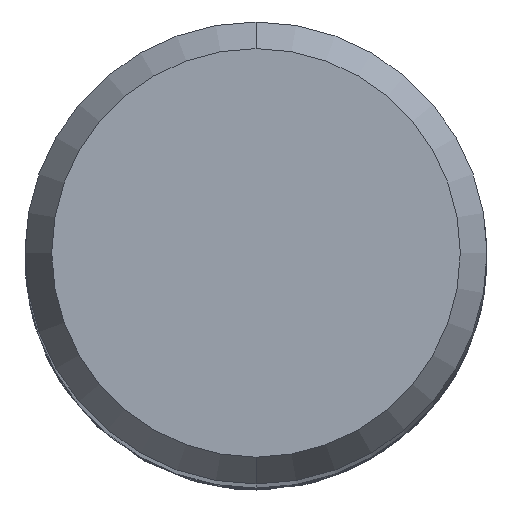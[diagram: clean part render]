
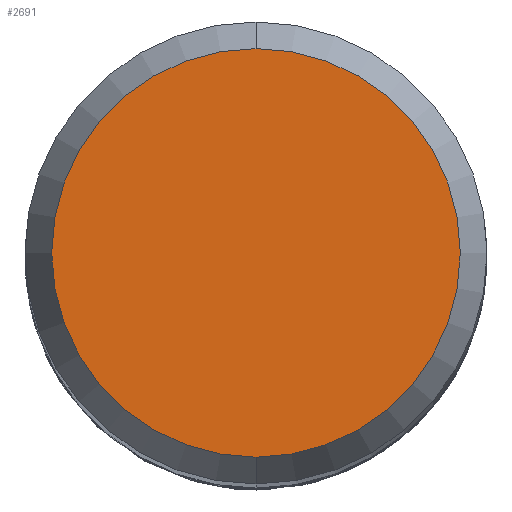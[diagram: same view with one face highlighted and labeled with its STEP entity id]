
A CAD part, top view. The second image highlights one B-rep face of the part: STEP entity #2691.
In plain terms, the highlighted planar face has unit normal (0, 0, 1).
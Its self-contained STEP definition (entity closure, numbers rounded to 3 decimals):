
#1133=VERTEX_POINT('',#3241);
#1275=EDGE_CURVE('',#1133,#1759,#3396,.T.);
#1759=VERTEX_POINT('',#3925);
#2141=EDGE_CURVE('',#1759,#1133,#4342,.T.);
#2691=ADVANCED_FACE('',(#4935),#4936,.T.);
#3241=CARTESIAN_POINT('',(0.0,3.538,0.0));
#3396=CIRCLE('',#7274,3.538);
#3925=CARTESIAN_POINT('',(0.,-3.538,0.0));
#4342=CIRCLE('',#17356,3.538);
#4935=FACE_OUTER_BOUND('',#22627,.T.);
#4936=PLANE('',#22628);
#7274=AXIS2_PLACEMENT_3D('',#26912,#26913,#26914);
#17356=AXIS2_PLACEMENT_3D('',#27913,#27914,#27915);
#22627=EDGE_LOOP('',(#28572,#28573));
#22628=AXIS2_PLACEMENT_3D('',#28574,#28575,#28576);
#26912=CARTESIAN_POINT('',(0.0,0.0,0.0));
#26913=DIRECTION('',(0.0,0.0,-1.0));
#26914=DIRECTION('',(0.0,1.0,0.0));
#27913=CARTESIAN_POINT('',(0.0,0.0,0.0));
#27914=DIRECTION('',(0.0,0.0,-1.0));
#27915=DIRECTION('',(0.0,1.0,0.0));
#28572=ORIENTED_EDGE('',*,*,#1275,.F.);
#28573=ORIENTED_EDGE('',*,*,#2141,.F.);
#28574=CARTESIAN_POINT('',(0.0,1.769,0.0));
#28575=DIRECTION('',(-0.0,0.0,1.0));
#28576=DIRECTION('',(0.0,-1.0,0.0));
